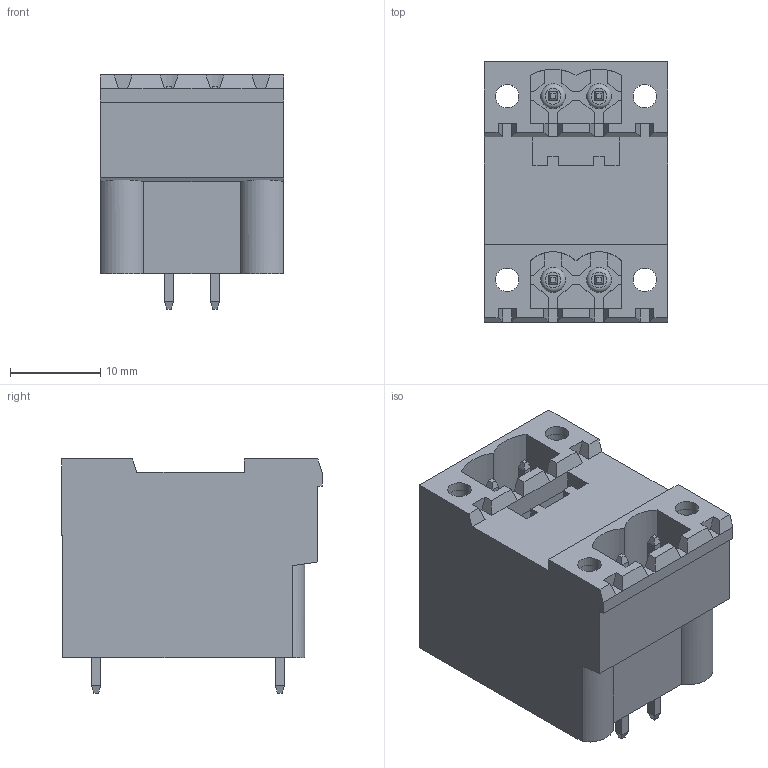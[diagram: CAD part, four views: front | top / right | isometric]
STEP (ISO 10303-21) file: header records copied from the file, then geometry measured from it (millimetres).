
FILE_DESCRIPTION( ( 'Unknown' ), '1' );
FILE_NAME( '691334500004.stp', 'Unknown', ( 'Unknown' ), ( 'Unknown' ), 'PSStep 15.0.49', 'Unknown', ' ' );
FILE_SCHEMA( ( 'AUTOMOTIVE_DESIGN { 1 0 10303 214 1 1 1 1 }' ) );
Length unit declared in the file: millimetre
Products named in the file (5): Assem1; 691333500004; 6913345000xx_PIN; 6913335000xx_INSERT; 691333500004_CAPOT
Assembly tree (10 placements, depth 2):
  Assem1
    691333500004
    6913345000xx_PIN  x4
    6913335000xx_INSERT  x4
    691333500004_CAPOT
Bounding box: 20.32 x 28.8 x 25.9 mm (x, y, z)
Volume: 5329.4 mm3; surface area: 10012.4 mm2
Topology: 10 solids, 10 shells, 436 faces, 1158 edges, 754 vertices
Faces by surface type: plane 400, cylinder 24, torus 12
Full cylindrical faces by diameter (mm): 1.7 x2, 2.6 x8, 2.75 x4
Entity records: 14438 total; most frequent: CARTESIAN_POINT 2248, ORIENTED_EDGE 1948, DIRECTION 1762, EDGE_CURVE 974, LINE 906, VECTOR 906, VERTEX_POINT 650, AXIS2_PLACEMENT_3D 428
